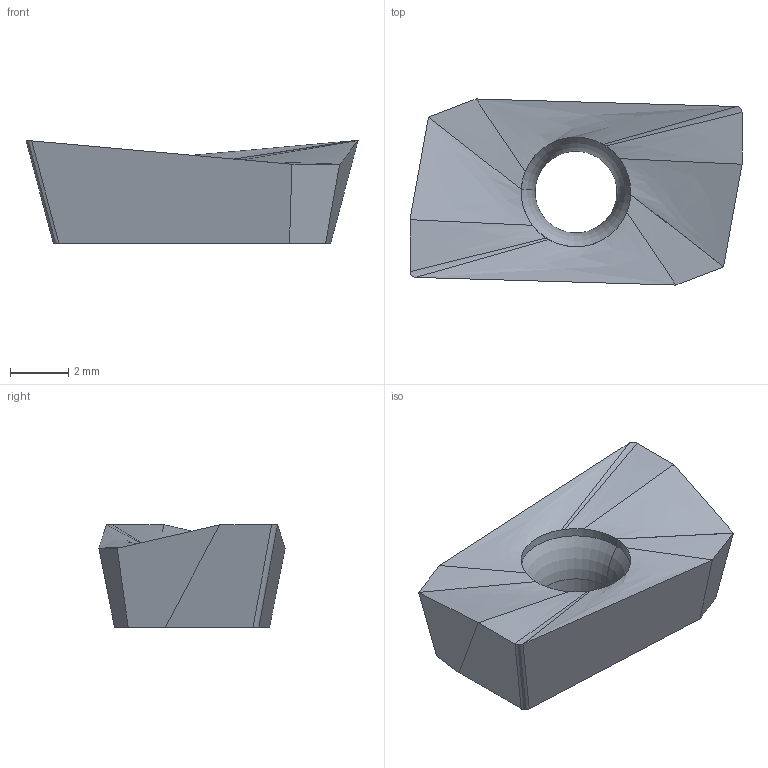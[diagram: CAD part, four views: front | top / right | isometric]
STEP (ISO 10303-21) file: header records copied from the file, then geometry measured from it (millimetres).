
FILE_DESCRIPTION((''),'2;1');
FILE_NAME('APMT1135PDER-M0','2015-12-25T',('tlyi02'),('PTC Japan'),'PRO/ENGINEER BY PARAMETRIC TECHNOLOGY CORPORATION, 2014310','PRO/ENGINEER BY PARAMETRIC TECHNOLOGY CORPORATION, 2014310','');
FILE_SCHEMA(('AUTOMOTIVE_DESIGN { 1 0 10303 214 1 1 1 1 }'));
Length unit declared in the file: millimetre
Products named in the file (1): APMT1135PDER-M0
Bounding box: 11.36 x 6.36 x 3.5 mm (x, y, z)
Volume: 142.4 mm3; surface area: 219.1 mm2
Topology: 1 solids, 1 shells, 28 faces, 65 edges, 38 vertices
Faces by surface type: bspline 13, plane 9, cylinder 4, torus 2
Entity records: 1498 total; most frequent: CARTESIAN_POINT 618, ORIENTED_EDGE 130, DIRECTION 114, PRESENTATION_STYLE_ASSIGNMENT 67, STYLED_ITEM 67, CURVE_STYLE 66, EDGE_CURVE 65, VECTOR 42
